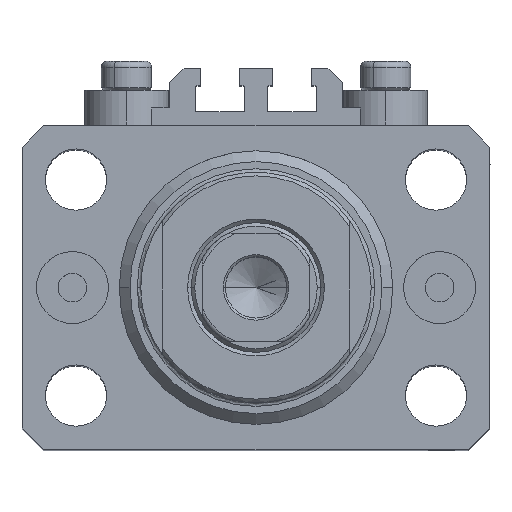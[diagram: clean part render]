
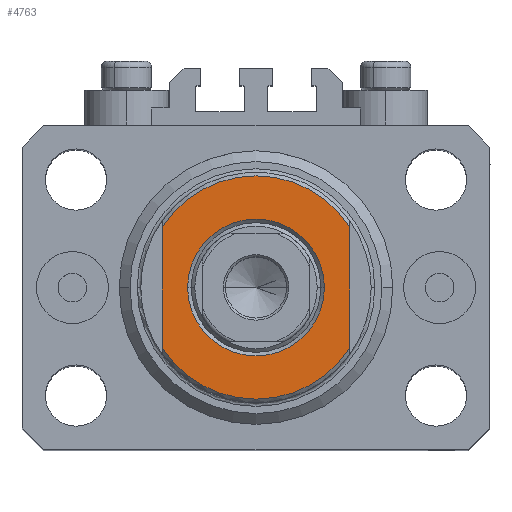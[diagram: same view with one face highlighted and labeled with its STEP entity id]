
A CAD part, top view. The second image highlights one B-rep face of the part: STEP entity #4763.
In plain terms, the highlighted face is planar.
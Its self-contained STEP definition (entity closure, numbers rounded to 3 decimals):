
#686 = LINE ( 'NONE', #43397, #35702 ) ;
#1380 = CARTESIAN_POINT ( 'NONE',  ( 13., 8.441, -6.5 ) ) ;
#2368 = DIRECTION ( 'NONE',  ( -1., 0., 0. ) ) ;
#2829 = FACE_BOUND ( 'NONE', #10230, .T. ) ;
#2835 = DIRECTION ( 'NONE',  ( 0., 0., 1. ) ) ;
#3073 = FACE_OUTER_BOUND ( 'NONE', #33426, .T. ) ;
#3639 = CARTESIAN_POINT ( 'NONE',  ( 13., -8.441, -6.5 ) ) ;
#3698 = ORIENTED_EDGE ( 'NONE', *, *, #44150, .T. ) ;
#4763 = ADVANCED_FACE ( 'NONE', ( #2829, #3073 ), #35053, .T. ) ;
#5884 = EDGE_CURVE ( 'NONE', #43218, #36169, #686, .T. ) ;
#6421 = ORIENTED_EDGE ( 'NONE', *, *, #23122, .T. ) ;
#6482 = VERTEX_POINT ( 'NONE', #35065 ) ;
#7579 = AXIS2_PLACEMENT_3D ( 'NONE', #34802, #20482, #2368 ) ;
#7961 = DIRECTION ( 'NONE',  ( -1., 0., 0. ) ) ;
#8674 = DIRECTION ( 'NONE',  ( -1., 0., 0. ) ) ;
#8970 = CIRCLE ( 'NONE', #11286, 9.5 ) ;
#9537 = CARTESIAN_POINT ( 'NONE',  ( 0., 0., -6.5 ) ) ;
#10230 = EDGE_LOOP ( 'NONE', ( #39241, #3698 ) ) ;
#10754 = ORIENTED_EDGE ( 'NONE', *, *, #5884, .T. ) ;
#11286 = AXIS2_PLACEMENT_3D ( 'NONE', #33716, #29907, #7961 ) ;
#13412 = VERTEX_POINT ( 'NONE', #39208 ) ;
#17043 = ORIENTED_EDGE ( 'NONE', *, *, #33688, .T. ) ;
#17390 = DIRECTION ( 'NONE',  ( 0., 0., -1. ) ) ;
#19548 = CIRCLE ( 'NONE', #30259, 15.5 ) ;
#20290 = CIRCLE ( 'NONE', #42379, 9.5 ) ;
#20482 = DIRECTION ( 'NONE',  ( 0., 0., -1. ) ) ;
#20955 = DIRECTION ( 'NONE',  ( -1., 0., 0. ) ) ;
#22041 = CIRCLE ( 'NONE', #7579, 15.5 ) ;
#22052 = EDGE_CURVE ( 'NONE', #43836, #6482, #20290, .T. ) ;
#23122 = EDGE_CURVE ( 'NONE', #36169, #13412, #19548, .T. ) ;
#24295 = CARTESIAN_POINT ( 'NONE',  ( 0., 0., -6.5 ) ) ;
#25170 = CARTESIAN_POINT ( 'NONE',  ( -13., 8.441, -6.5 ) ) ;
#25937 = VECTOR ( 'NONE', #36570, 1000. ) ;
#27657 = DIRECTION ( 'NONE',  ( -1., 0., 0. ) ) ;
#28463 = CARTESIAN_POINT ( 'NONE',  ( -13., -43.081, -6.5 ) ) ;
#29907 = DIRECTION ( 'NONE',  ( 0., 0., 1. ) ) ;
#30259 = AXIS2_PLACEMENT_3D ( 'NONE', #41357, #34652, #8674 ) ;
#33231 = LINE ( 'NONE', #28463, #25937 ) ;
#33367 = DIRECTION ( 'NONE',  ( 0., -1., 0. ) ) ;
#33426 = EDGE_LOOP ( 'NONE', ( #17043, #10754, #6421, #46821 ) ) ;
#33688 = EDGE_CURVE ( 'NONE', #39786, #43218, #22041, .T. ) ;
#33716 = CARTESIAN_POINT ( 'NONE',  ( 0., 0., -6.5 ) ) ;
#34652 = DIRECTION ( 'NONE',  ( 0., 0., -1. ) ) ;
#34802 = CARTESIAN_POINT ( 'NONE',  ( 0., 0., -6.5 ) ) ;
#35053 = PLANE ( 'NONE',  #43266 ) ;
#35065 = CARTESIAN_POINT ( 'NONE',  ( 9.5, 0., -6.5 ) ) ;
#35702 = VECTOR ( 'NONE', #33367, 1000. ) ;
#36169 = VERTEX_POINT ( 'NONE', #3639 ) ;
#36570 = DIRECTION ( 'NONE',  ( 0., -1., 0. ) ) ;
#39208 = CARTESIAN_POINT ( 'NONE',  ( -13., -8.441, -6.5 ) ) ;
#39241 = ORIENTED_EDGE ( 'NONE', *, *, #22052, .T. ) ;
#39786 = VERTEX_POINT ( 'NONE', #25170 ) ;
#40126 = EDGE_CURVE ( 'NONE', #39786, #13412, #33231, .T. ) ;
#41357 = CARTESIAN_POINT ( 'NONE',  ( 0., 0., -6.5 ) ) ;
#42379 = AXIS2_PLACEMENT_3D ( 'NONE', #24295, #2835, #20955 ) ;
#43218 = VERTEX_POINT ( 'NONE', #1380 ) ;
#43266 = AXIS2_PLACEMENT_3D ( 'NONE', #9537, #17390, #27657 ) ;
#43397 = CARTESIAN_POINT ( 'NONE',  ( 13., -43.081, -6.5 ) ) ;
#43836 = VERTEX_POINT ( 'NONE', #44989 ) ;
#44150 = EDGE_CURVE ( 'NONE', #6482, #43836, #8970, .T. ) ;
#44989 = CARTESIAN_POINT ( 'NONE',  ( -9.5, 0., -6.5 ) ) ;
#46821 = ORIENTED_EDGE ( 'NONE', *, *, #40126, .F. ) ;
